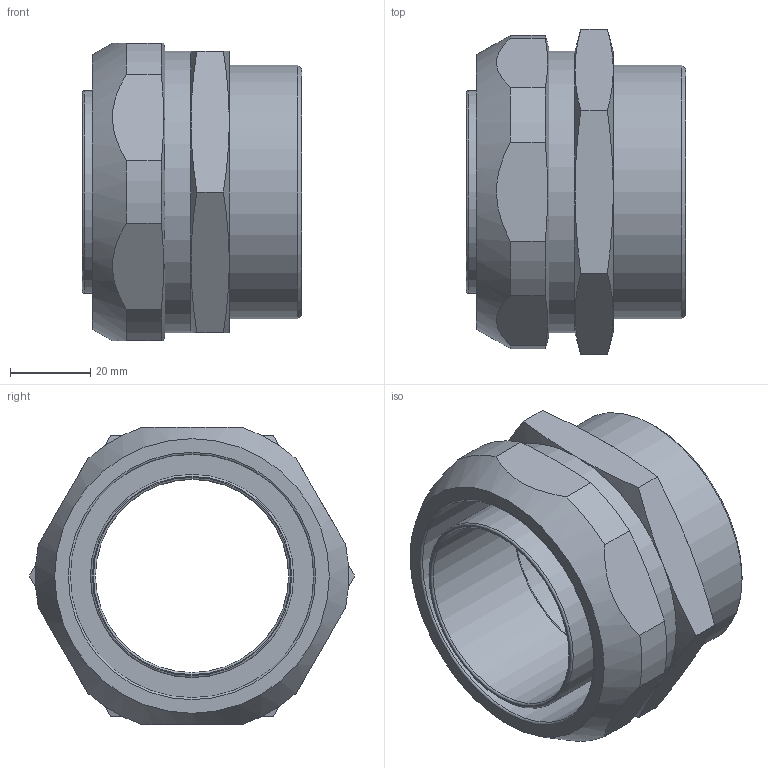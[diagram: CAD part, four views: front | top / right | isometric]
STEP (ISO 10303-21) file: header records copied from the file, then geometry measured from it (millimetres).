
FILE_DESCRIPTION( ( 'STEP AP214' ), '1' );
FILE_NAME( '6014-6350.stp', '2018-12-14T19:15:18', ( '' ), ( '' ), ' ', 'PARTsolutions', ' ' );
FILE_SCHEMA( ( 'AUTOMOTIVE_DESIGN { 1 0 10303 214 1 1 1 1 }' ) );
Length unit declared in the file: millimetre
Products named in the file (1): _6014-6350
Bounding box: 54.5 x 80.83 x 74 mm (x, y, z)
Volume: 80891.8 mm3; surface area: 33775.9 mm2
Topology: 1 solids, 1 shells, 50 faces, 112 edges, 68 vertices
Faces by surface type: plane 18, cone 17, cylinder 12, torus 3
Full cylindrical faces by diameter (mm): 48 x1, 50 x1, 50.5 x1, 60.5 x1, 63 x1, 70 x1
Entity records: 1894 total; most frequent: CARTESIAN_POINT 469, DIRECTION 204, ORIENTED_EDGE 192, EDGE_CURVE 96, AXIS2_PLACEMENT_3D 93, EDGE_LOOP 70, VERTEX_POINT 66, FACE_OUTER_BOUND 59
